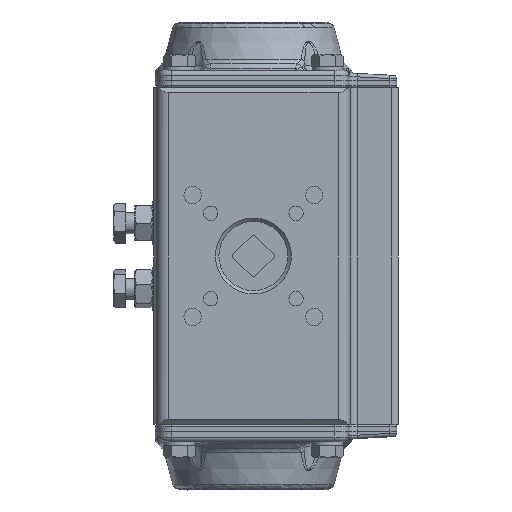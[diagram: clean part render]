
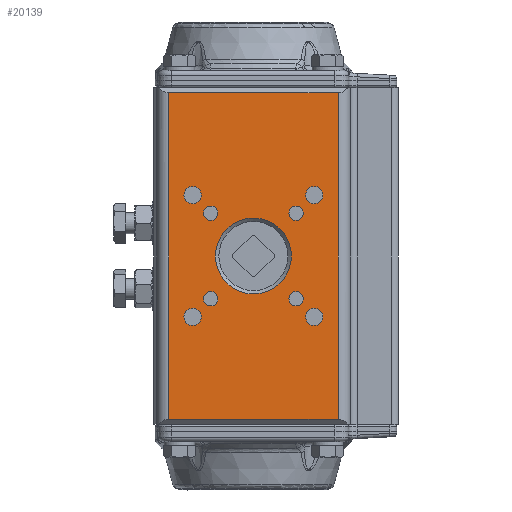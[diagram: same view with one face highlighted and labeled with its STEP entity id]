
A CAD part, front view. The second image highlights one B-rep face of the part: STEP entity #20139.
In plain terms, the highlighted planar face has unit normal (0, -1, 0).
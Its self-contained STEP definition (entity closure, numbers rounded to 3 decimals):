
#1038=FACE_BOUND('',#3183,.T.);
#1039=FACE_BOUND('',#3184,.T.);
#1040=FACE_BOUND('',#3185,.T.);
#1041=FACE_BOUND('',#3186,.T.);
#1042=FACE_BOUND('',#3187,.T.);
#1043=FACE_BOUND('',#3188,.T.);
#1044=FACE_BOUND('',#3189,.T.);
#1045=FACE_BOUND('',#3190,.T.);
#1046=FACE_BOUND('',#3191,.T.);
#1324=PLANE('',#21440);
#1935=FACE_OUTER_BOUND('',#3182,.T.);
#3182=EDGE_LOOP('',(#13651,#13652,#13653,#13654));
#3183=EDGE_LOOP('',(#13655,#13656));
#3184=EDGE_LOOP('',(#13657,#13658));
#3185=EDGE_LOOP('',(#13659,#13660));
#3186=EDGE_LOOP('',(#13661,#13662));
#3187=EDGE_LOOP('',(#13663,#13664));
#3188=EDGE_LOOP('',(#13665,#13666));
#3189=EDGE_LOOP('',(#13667,#13668));
#3190=EDGE_LOOP('',(#13669,#13670));
#3191=EDGE_LOOP('',(#13671));
#4464=LINE('',#29402,#5861);
#4465=LINE('',#29404,#5862);
#4466=LINE('',#29406,#5863);
#4467=LINE('',#29407,#5864);
#5861=VECTOR('',#23676,49.);
#5862=VECTOR('',#23677,94.5);
#5863=VECTOR('',#23678,49.);
#5864=VECTOR('',#23679,94.5);
#7249=CIRCLE('',#21390,2.1);
#7250=CIRCLE('',#21391,2.1);
#7253=CIRCLE('',#21396,2.5);
#7254=CIRCLE('',#21397,2.5);
#7257=CIRCLE('',#21402,2.1);
#7258=CIRCLE('',#21403,2.1);
#7261=CIRCLE('',#21408,2.5);
#7262=CIRCLE('',#21409,2.5);
#7265=CIRCLE('',#21414,2.1);
#7266=CIRCLE('',#21415,2.1);
#7269=CIRCLE('',#21420,2.5);
#7270=CIRCLE('',#21421,2.5);
#7273=CIRCLE('',#21426,2.1);
#7274=CIRCLE('',#21427,2.1);
#7277=CIRCLE('',#21432,2.5);
#7278=CIRCLE('',#21433,2.5);
#7281=CIRCLE('',#21438,11.);
#8351=VERTEX_POINT('',#29306);
#8352=VERTEX_POINT('',#29307);
#8355=VERTEX_POINT('',#29317);
#8356=VERTEX_POINT('',#29318);
#8359=VERTEX_POINT('',#29328);
#8360=VERTEX_POINT('',#29329);
#8363=VERTEX_POINT('',#29339);
#8364=VERTEX_POINT('',#29340);
#8367=VERTEX_POINT('',#29350);
#8368=VERTEX_POINT('',#29351);
#8371=VERTEX_POINT('',#29361);
#8372=VERTEX_POINT('',#29362);
#8375=VERTEX_POINT('',#29372);
#8376=VERTEX_POINT('',#29373);
#8379=VERTEX_POINT('',#29383);
#8380=VERTEX_POINT('',#29384);
#8383=VERTEX_POINT('',#29394);
#8385=VERTEX_POINT('',#29400);
#8386=VERTEX_POINT('',#29401);
#8387=VERTEX_POINT('',#29403);
#8388=VERTEX_POINT('',#29405);
#10366=EDGE_CURVE('',#8351,#8352,#7249,.T.);
#10367=EDGE_CURVE('',#8352,#8351,#7250,.T.);
#10371=EDGE_CURVE('',#8355,#8356,#7253,.T.);
#10372=EDGE_CURVE('',#8356,#8355,#7254,.T.);
#10376=EDGE_CURVE('',#8359,#8360,#7257,.T.);
#10377=EDGE_CURVE('',#8360,#8359,#7258,.T.);
#10381=EDGE_CURVE('',#8363,#8364,#7261,.T.);
#10382=EDGE_CURVE('',#8364,#8363,#7262,.T.);
#10386=EDGE_CURVE('',#8367,#8368,#7265,.T.);
#10387=EDGE_CURVE('',#8368,#8367,#7266,.T.);
#10391=EDGE_CURVE('',#8371,#8372,#7269,.T.);
#10392=EDGE_CURVE('',#8372,#8371,#7270,.T.);
#10396=EDGE_CURVE('',#8375,#8376,#7273,.T.);
#10397=EDGE_CURVE('',#8376,#8375,#7274,.T.);
#10401=EDGE_CURVE('',#8379,#8380,#7277,.T.);
#10402=EDGE_CURVE('',#8380,#8379,#7278,.T.);
#10406=EDGE_CURVE('',#8383,#8383,#7281,.T.);
#10409=EDGE_CURVE('',#8385,#8386,#4464,.T.);
#10410=EDGE_CURVE('',#8387,#8385,#4465,.T.);
#10411=EDGE_CURVE('',#8388,#8387,#4466,.T.);
#10412=EDGE_CURVE('',#8386,#8388,#4467,.T.);
#13651=ORIENTED_EDGE('',*,*,#10409,.F.);
#13652=ORIENTED_EDGE('',*,*,#10410,.F.);
#13653=ORIENTED_EDGE('',*,*,#10411,.F.);
#13654=ORIENTED_EDGE('',*,*,#10412,.F.);
#13655=ORIENTED_EDGE('',*,*,#10366,.T.);
#13656=ORIENTED_EDGE('',*,*,#10367,.T.);
#13657=ORIENTED_EDGE('',*,*,#10371,.T.);
#13658=ORIENTED_EDGE('',*,*,#10372,.T.);
#13659=ORIENTED_EDGE('',*,*,#10376,.T.);
#13660=ORIENTED_EDGE('',*,*,#10377,.T.);
#13661=ORIENTED_EDGE('',*,*,#10381,.T.);
#13662=ORIENTED_EDGE('',*,*,#10382,.T.);
#13663=ORIENTED_EDGE('',*,*,#10386,.T.);
#13664=ORIENTED_EDGE('',*,*,#10387,.T.);
#13665=ORIENTED_EDGE('',*,*,#10391,.T.);
#13666=ORIENTED_EDGE('',*,*,#10392,.T.);
#13667=ORIENTED_EDGE('',*,*,#10396,.T.);
#13668=ORIENTED_EDGE('',*,*,#10397,.T.);
#13669=ORIENTED_EDGE('',*,*,#10401,.T.);
#13670=ORIENTED_EDGE('',*,*,#10402,.T.);
#13671=ORIENTED_EDGE('',*,*,#10406,.F.);
#20139=ADVANCED_FACE('',(#1935,#1038,#1039,#1040,#1041,#1042,#1043,#1044,
#1045,#1046),#1324,.T.);
#21390=AXIS2_PLACEMENT_3D('',#29308,#23565,#23566);
#21391=AXIS2_PLACEMENT_3D('',#29309,#23567,#23568);
#21396=AXIS2_PLACEMENT_3D('',#29319,#23578,#23579);
#21397=AXIS2_PLACEMENT_3D('',#29320,#23580,#23581);
#21402=AXIS2_PLACEMENT_3D('',#29330,#23591,#23592);
#21403=AXIS2_PLACEMENT_3D('',#29331,#23593,#23594);
#21408=AXIS2_PLACEMENT_3D('',#29341,#23604,#23605);
#21409=AXIS2_PLACEMENT_3D('',#29342,#23606,#23607);
#21414=AXIS2_PLACEMENT_3D('',#29352,#23617,#23618);
#21415=AXIS2_PLACEMENT_3D('',#29353,#23619,#23620);
#21420=AXIS2_PLACEMENT_3D('',#29363,#23630,#23631);
#21421=AXIS2_PLACEMENT_3D('',#29364,#23632,#23633);
#21426=AXIS2_PLACEMENT_3D('',#29374,#23643,#23644);
#21427=AXIS2_PLACEMENT_3D('',#29375,#23645,#23646);
#21432=AXIS2_PLACEMENT_3D('',#29385,#23656,#23657);
#21433=AXIS2_PLACEMENT_3D('',#29386,#23658,#23659);
#21438=AXIS2_PLACEMENT_3D('',#29395,#23669,#23670);
#21440=AXIS2_PLACEMENT_3D('',#29399,#23674,#23675);
#23565=DIRECTION('center_axis',(0.,1.,0.));
#23566=DIRECTION('ref_axis',(0.,0.,-1.));
#23567=DIRECTION('center_axis',(0.,1.,0.));
#23568=DIRECTION('ref_axis',(0.,0.,-1.));
#23578=DIRECTION('center_axis',(0.,1.,0.));
#23579=DIRECTION('ref_axis',(0.,0.,-1.));
#23580=DIRECTION('center_axis',(0.,1.,0.));
#23581=DIRECTION('ref_axis',(0.,0.,-1.));
#23591=DIRECTION('center_axis',(0.,1.,0.));
#23592=DIRECTION('ref_axis',(-1.,0.,0.));
#23593=DIRECTION('center_axis',(0.,1.,0.));
#23594=DIRECTION('ref_axis',(-1.,0.,0.));
#23604=DIRECTION('center_axis',(0.,1.,0.));
#23605=DIRECTION('ref_axis',(-1.,0.,0.));
#23606=DIRECTION('center_axis',(0.,1.,0.));
#23607=DIRECTION('ref_axis',(-1.,0.,0.));
#23617=DIRECTION('center_axis',(0.,1.,0.));
#23618=DIRECTION('ref_axis',(0.,0.,1.));
#23619=DIRECTION('center_axis',(0.,1.,0.));
#23620=DIRECTION('ref_axis',(0.,0.,1.));
#23630=DIRECTION('center_axis',(0.,1.,0.));
#23631=DIRECTION('ref_axis',(0.,0.,1.));
#23632=DIRECTION('center_axis',(0.,1.,0.));
#23633=DIRECTION('ref_axis',(0.,0.,1.));
#23643=DIRECTION('center_axis',(0.,1.,0.));
#23644=DIRECTION('ref_axis',(1.,0.,0.));
#23645=DIRECTION('center_axis',(0.,1.,0.));
#23646=DIRECTION('ref_axis',(1.,0.,0.));
#23656=DIRECTION('center_axis',(0.,1.,0.));
#23657=DIRECTION('ref_axis',(1.,0.,0.));
#23658=DIRECTION('center_axis',(0.,1.,0.));
#23659=DIRECTION('ref_axis',(1.,0.,0.));
#23669=DIRECTION('center_axis',(0.,-1.,0.));
#23670=DIRECTION('ref_axis',(-1.,0.,0.));
#23674=DIRECTION('center_axis',(0.,-1.,0.));
#23675=DIRECTION('ref_axis',(0.,0.,-1.));
#23676=DIRECTION('',(-1.,0.,0.));
#23677=DIRECTION('',(0.,0.,-1.));
#23678=DIRECTION('',(1.,0.,0.));
#23679=DIRECTION('',(0.,0.,1.));
#29306=CARTESIAN_POINT('',(-12.374,-34.5,34.276));
#29307=CARTESIAN_POINT('',(-12.374,-34.5,38.476));
#29308=CARTESIAN_POINT('Origin',(-12.374,-34.5,36.376));
#29309=CARTESIAN_POINT('Origin',(-12.374,-34.5,36.376));
#29317=CARTESIAN_POINT('',(-17.631,-34.5,28.619));
#29318=CARTESIAN_POINT('',(-17.631,-34.5,33.619));
#29319=CARTESIAN_POINT('Origin',(-17.631,-34.5,31.119));
#29320=CARTESIAN_POINT('Origin',(-17.631,-34.5,31.119));
#29328=CARTESIAN_POINT('',(-14.474,-34.5,61.124));
#29329=CARTESIAN_POINT('',(-10.274,-34.5,61.124));
#29330=CARTESIAN_POINT('Origin',(-12.374,-34.5,61.124));
#29331=CARTESIAN_POINT('Origin',(-12.374,-34.5,61.124));
#29339=CARTESIAN_POINT('',(-20.131,-34.5,66.381));
#29340=CARTESIAN_POINT('',(-15.131,-34.5,66.381));
#29341=CARTESIAN_POINT('Origin',(-17.631,-34.5,66.381));
#29342=CARTESIAN_POINT('Origin',(-17.631,-34.5,66.381));
#29350=CARTESIAN_POINT('',(12.374,-34.5,63.224));
#29351=CARTESIAN_POINT('',(12.374,-34.5,59.024));
#29352=CARTESIAN_POINT('Origin',(12.374,-34.5,61.124));
#29353=CARTESIAN_POINT('Origin',(12.374,-34.5,61.124));
#29361=CARTESIAN_POINT('',(17.631,-34.5,68.881));
#29362=CARTESIAN_POINT('',(17.631,-34.5,63.881));
#29363=CARTESIAN_POINT('Origin',(17.631,-34.5,66.381));
#29364=CARTESIAN_POINT('Origin',(17.631,-34.5,66.381));
#29372=CARTESIAN_POINT('',(14.474,-34.5,36.376));
#29373=CARTESIAN_POINT('',(10.274,-34.5,36.376));
#29374=CARTESIAN_POINT('Origin',(12.374,-34.5,36.376));
#29375=CARTESIAN_POINT('Origin',(12.374,-34.5,36.376));
#29383=CARTESIAN_POINT('',(20.131,-34.5,31.119));
#29384=CARTESIAN_POINT('',(15.131,-34.5,31.119));
#29385=CARTESIAN_POINT('Origin',(17.631,-34.5,31.119));
#29386=CARTESIAN_POINT('Origin',(17.631,-34.5,31.119));
#29394=CARTESIAN_POINT('',(11.,-34.5,48.75));
#29395=CARTESIAN_POINT('Origin',(0.,-34.5,48.75));
#29399=CARTESIAN_POINT('Origin',(28.,-34.5,0.));
#29400=CARTESIAN_POINT('',(24.5,-34.5,1.5));
#29401=CARTESIAN_POINT('',(-24.5,-34.5,1.5));
#29402=CARTESIAN_POINT('',(24.5,-34.5,1.5));
#29403=CARTESIAN_POINT('',(24.5,-34.5,96.));
#29404=CARTESIAN_POINT('',(24.5,-34.5,96.));
#29405=CARTESIAN_POINT('',(-24.5,-34.5,96.));
#29406=CARTESIAN_POINT('',(-24.5,-34.5,96.));
#29407=CARTESIAN_POINT('',(-24.5,-34.5,1.5));
